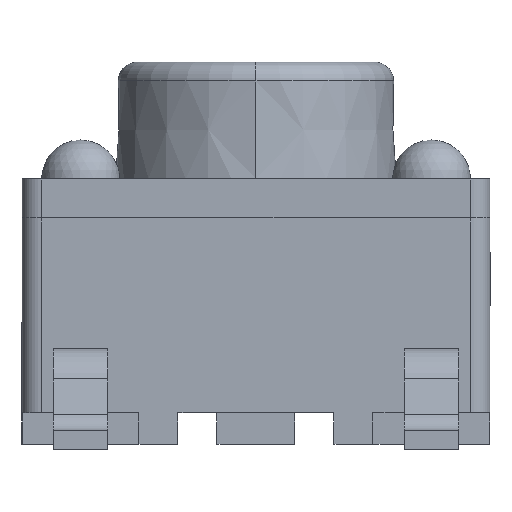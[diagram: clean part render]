
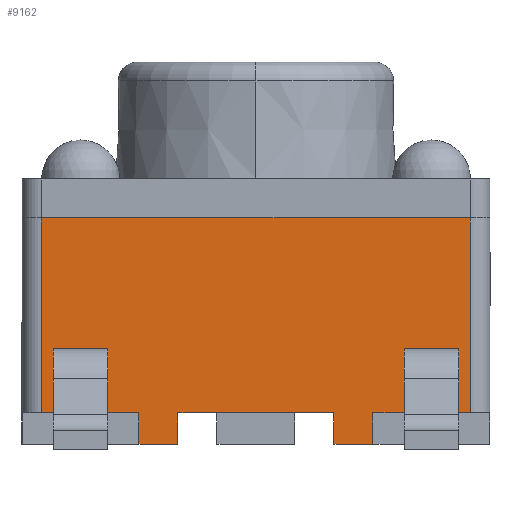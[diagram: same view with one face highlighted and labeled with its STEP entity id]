
A CAD part, front view. The second image highlights one B-rep face of the part: STEP entity #9162.
In plain terms, the highlighted planar face has unit normal (0, -1, 0).
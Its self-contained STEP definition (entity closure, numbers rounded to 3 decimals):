
#126 = CARTESIAN_POINT ( 'NONE',  ( -3., -3., 0. ) ) ;
#162 = ORIENTED_EDGE ( 'NONE', *, *, #1405, .F. ) ;
#513 = EDGE_CURVE ( 'NONE', #17697, #9998, #17456, .T. ) ;
#515 = CARTESIAN_POINT ( 'NONE',  ( 1., -3., 0.4 ) ) ;
#622 = VERTEX_POINT ( 'NONE', #9484 ) ;
#623 = CARTESIAN_POINT ( 'NONE',  ( -2.75, -3., 0.4 ) ) ;
#691 = VECTOR ( 'NONE', #1198, 1000. ) ;
#753 = ORIENTED_EDGE ( 'NONE', *, *, #10674, .T. ) ;
#830 = CARTESIAN_POINT ( 'NONE',  ( -1., -3., 0.4 ) ) ;
#865 = DIRECTION ( 'NONE',  ( -1., 0., 0. ) ) ;
#922 = EDGE_LOOP ( 'NONE', ( #7577, #13774, #162, #8543, #6666, #5800, #3624, #11998, #7440, #6780, #753, #4260 ) ) ;
#1175 = CARTESIAN_POINT ( 'NONE',  ( -1.5, -3., 0. ) ) ;
#1198 = DIRECTION ( 'NONE',  ( 0., 0., -1. ) ) ;
#1405 = EDGE_CURVE ( 'NONE', #17697, #2747, #3891, .T. ) ;
#1460 = LINE ( 'NONE', #126, #6589 ) ;
#1529 = VECTOR ( 'NONE', #865, 1000. ) ;
#2259 = VECTOR ( 'NONE', #10336, 1000. ) ;
#2363 = CARTESIAN_POINT ( 'NONE',  ( 1., -3., 0.4 ) ) ;
#2650 = CARTESIAN_POINT ( 'NONE',  ( -3., -3., 3.4 ) ) ;
#2673 = LINE ( 'NONE', #12273, #9804 ) ;
#2747 = VERTEX_POINT ( 'NONE', #6126 ) ;
#3151 = VERTEX_POINT ( 'NONE', #1175 ) ;
#3170 = VECTOR ( 'NONE', #8083, 1000. ) ;
#3517 = DIRECTION ( 'NONE',  ( 0., 0., -1. ) ) ;
#3624 = ORIENTED_EDGE ( 'NONE', *, *, #12003, .T. ) ;
#3891 = LINE ( 'NONE', #7770, #8422 ) ;
#4260 = ORIENTED_EDGE ( 'NONE', *, *, #7342, .F. ) ;
#4645 = VERTEX_POINT ( 'NONE', #7079 ) ;
#4880 = VECTOR ( 'NONE', #6916, 1000. ) ;
#5210 = LINE ( 'NONE', #830, #691 ) ;
#5268 = CARTESIAN_POINT ( 'NONE',  ( 3., -3., 0.4 ) ) ;
#5276 = LINE ( 'NONE', #9549, #4880 ) ;
#5800 = ORIENTED_EDGE ( 'NONE', *, *, #14839, .T. ) ;
#5966 = DIRECTION ( 'NONE',  ( 0., 0., -1. ) ) ;
#6126 = CARTESIAN_POINT ( 'NONE',  ( 2.75, -3., 2.9 ) ) ;
#6181 = CARTESIAN_POINT ( 'NONE',  ( -3., -3., 0.4 ) ) ;
#6271 = LINE ( 'NONE', #6181, #2259 ) ;
#6277 = CARTESIAN_POINT ( 'NONE',  ( 1.5, -3., 0.4 ) ) ;
#6481 = CARTESIAN_POINT ( 'NONE',  ( 1.5, -3., 0.4 ) ) ;
#6589 = VECTOR ( 'NONE', #11069, 1000. ) ;
#6639 = EDGE_CURVE ( 'NONE', #9566, #16205, #17426, .T. ) ;
#6666 = ORIENTED_EDGE ( 'NONE', *, *, #9962, .F. ) ;
#6754 = CARTESIAN_POINT ( 'NONE',  ( -1., -3., 0.4 ) ) ;
#6780 = ORIENTED_EDGE ( 'NONE', *, *, #6868, .T. ) ;
#6868 = EDGE_CURVE ( 'NONE', #8597, #622, #12826, .T. ) ;
#6916 = DIRECTION ( 'NONE',  ( 0., 0., -1. ) ) ;
#7079 = CARTESIAN_POINT ( 'NONE',  ( 1.5, -3., 0. ) ) ;
#7342 = EDGE_CURVE ( 'NONE', #16205, #4645, #7376, .T. ) ;
#7376 = LINE ( 'NONE', #6277, #17570 ) ;
#7440 = ORIENTED_EDGE ( 'NONE', *, *, #15647, .F. ) ;
#7577 = ORIENTED_EDGE ( 'NONE', *, *, #6639, .F. ) ;
#7770 = CARTESIAN_POINT ( 'NONE',  ( -3., -3., 2.9 ) ) ;
#8083 = DIRECTION ( 'NONE',  ( -1., 0., 0. ) ) ;
#8422 = VECTOR ( 'NONE', #16230, 1000. ) ;
#8507 = VECTOR ( 'NONE', #3517, 1000. ) ;
#8543 = ORIENTED_EDGE ( 'NONE', *, *, #513, .T. ) ;
#8597 = VERTEX_POINT ( 'NONE', #2363 ) ;
#9162 = ADVANCED_FACE ( 'NONE', ( #10495 ), #15979, .F. ) ;
#9484 = CARTESIAN_POINT ( 'NONE',  ( 1., -3., 0. ) ) ;
#9549 = CARTESIAN_POINT ( 'NONE',  ( -1.5, -3., 0.4 ) ) ;
#9553 = CARTESIAN_POINT ( 'NONE',  ( -2.75, -3., 2.9 ) ) ;
#9566 = VERTEX_POINT ( 'NONE', #15586 ) ;
#9593 = VERTEX_POINT ( 'NONE', #15939 ) ;
#9630 = LINE ( 'NONE', #11110, #13479 ) ;
#9708 = DIRECTION ( 'NONE',  ( 1., 0., 0. ) ) ;
#9804 = VECTOR ( 'NONE', #9708, 1000. ) ;
#9962 = EDGE_CURVE ( 'NONE', #9593, #9998, #6271, .T. ) ;
#9998 = VERTEX_POINT ( 'NONE', #623 ) ;
#10336 = DIRECTION ( 'NONE',  ( -1., 0., 0. ) ) ;
#10344 = DIRECTION ( 'NONE',  ( 0., 0., -1. ) ) ;
#10495 = FACE_OUTER_BOUND ( 'NONE', #922, .T. ) ;
#10674 = EDGE_CURVE ( 'NONE', #622, #4645, #2673, .T. ) ;
#11069 = DIRECTION ( 'NONE',  ( 1., 0., 0. ) ) ;
#11110 = CARTESIAN_POINT ( 'NONE',  ( 2.75, -3., 3.4 ) ) ;
#11343 = EDGE_CURVE ( 'NONE', #9566, #2747, #9630, .T. ) ;
#11998 = ORIENTED_EDGE ( 'NONE', *, *, #14340, .F. ) ;
#12003 = EDGE_CURVE ( 'NONE', #3151, #16593, #1460, .T. ) ;
#12273 = CARTESIAN_POINT ( 'NONE',  ( -3., -3., 0. ) ) ;
#12826 = LINE ( 'NONE', #515, #16694 ) ;
#13150 = LINE ( 'NONE', #17478, #1529 ) ;
#13479 = VECTOR ( 'NONE', #15283, 1000. ) ;
#13508 = DIRECTION ( 'NONE',  ( 0., 1., 0. ) ) ;
#13774 = ORIENTED_EDGE ( 'NONE', *, *, #11343, .T. ) ;
#14340 = EDGE_CURVE ( 'NONE', #17090, #16593, #5210, .T. ) ;
#14839 = EDGE_CURVE ( 'NONE', #9593, #3151, #5276, .T. ) ;
#15171 = DIRECTION ( 'NONE',  ( -1., 0., 0. ) ) ;
#15283 = DIRECTION ( 'NONE',  ( 0., 0., 1. ) ) ;
#15586 = CARTESIAN_POINT ( 'NONE',  ( 2.75, -3., 0.4 ) ) ;
#15647 = EDGE_CURVE ( 'NONE', #8597, #17090, #13150, .T. ) ;
#15857 = CARTESIAN_POINT ( 'NONE',  ( -2.75, -3., 3.4 ) ) ;
#15939 = CARTESIAN_POINT ( 'NONE',  ( -1.5, -3., 0.4 ) ) ;
#15979 = PLANE ( 'NONE',  #17575 ) ;
#16205 = VERTEX_POINT ( 'NONE', #6481 ) ;
#16230 = DIRECTION ( 'NONE',  ( 1., 0., 0. ) ) ;
#16593 = VERTEX_POINT ( 'NONE', #17122 ) ;
#16694 = VECTOR ( 'NONE', #5966, 1000. ) ;
#17090 = VERTEX_POINT ( 'NONE', #6754 ) ;
#17122 = CARTESIAN_POINT ( 'NONE',  ( -1., -3., 0. ) ) ;
#17426 = LINE ( 'NONE', #5268, #3170 ) ;
#17456 = LINE ( 'NONE', #15857, #8507 ) ;
#17478 = CARTESIAN_POINT ( 'NONE',  ( 1., -3., 0.4 ) ) ;
#17570 = VECTOR ( 'NONE', #10344, 1000. ) ;
#17575 = AXIS2_PLACEMENT_3D ( 'NONE', #2650, #13508, #15171 ) ;
#17697 = VERTEX_POINT ( 'NONE', #9553 ) ;
